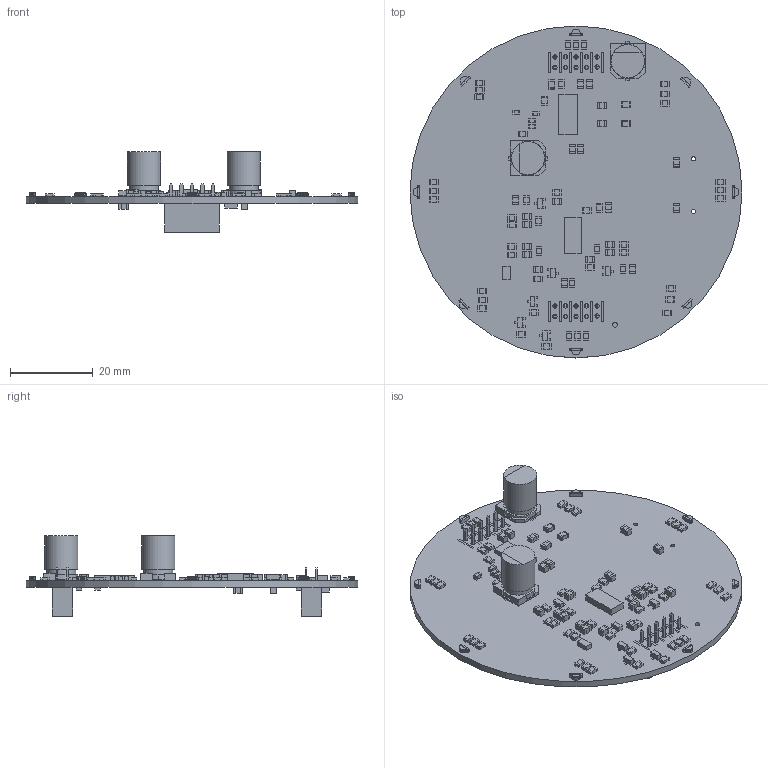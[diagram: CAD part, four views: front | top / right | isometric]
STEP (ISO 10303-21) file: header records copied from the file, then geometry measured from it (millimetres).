
FILE_DESCRIPTION(('Open CASCADE Model'),'2;1');
FILE_NAME('Open CASCADE Shape Model','2018-10-10T11:54:11',('Author'),( 'Open CASCADE'),'Open CASCADE STEP processor 6.8','Open CASCADE 6.8' ,'Unknown');
FILE_SCHEMA(('AUTOMOTIVE_DESIGN { 1 0 10303 214 1 1 1 1 }'));
Length unit declared in the file: millimetre
Products named in the file (202): PCB; Board; R51; 6513314496; Extruded; 6513314304; R50; C31; 6511279744; 6511279552; C30; 6513313728; 6513313920; C29; U3; 6511279936; U2; 6511278976; R49; 6513312000; 6513312384; R48; R47; R46; R45; R44; R43; R42; R41; R40; R39; R38; R37; R36; R35; R34; R33; D3; 6511279360; 6511279168 ...
Assembly tree (453 placements, depth 5):
  PCB
    Board
    R51
      6513314496  x2
        Extruded
      6513314304
        Extruded
    R50
      6513314496  x2
        Extruded
      6513314304
        Extruded
    C31
      6511279744
        Extruded
      6511279552  x2
        Extruded
    C30
      6513313728
        Extruded
      6513313920  x2
        Extruded
    C29
      6513313728
        Extruded
      6513313920  x2
        Extruded
    U3
      6511279936
        Extruded
    U2
      6511278976
        Extruded
    R49
      6513312000  x2
        Extruded
      6513312384
        Extruded
    R48
      6513314496  x2
        Extruded
      6513314304
        Extruded
    R47
      6513314496  x2
        Extruded
      6513314304
        Extruded
    R46
      6513314496  x2
        Extruded
      6513314304
        Extruded
    R45
      6513312000  x2
        Extruded
      6513312384
        Extruded
    R44
      6513312000  x2
Bounding box: 80 x 80 x 19.31 mm (x, y, z)
Volume: 10591.8 mm3; surface area: 15476.2 mm2
Topology: 303 solids, 305 shells, 2736 faces, 6155 edges, 4041 vertices
Faces by surface type: plane 2629, cylinder 91, sphere 16
Full cylindrical faces by diameter (mm): 0.25 x1, 1.016 x22, 1.16 x1, 7 x2, 8 x2, 80 x1
Entity records: 38036 total; most frequent: CARTESIAN_POINT 5873, DIRECTION 5812, ORIENTED_EDGE 5294, EDGE_CURVE 2650, LINE 2484, VECTOR 2484, VERTEX_POINT 1723, AXIS2_PLACEMENT_3D 1664
